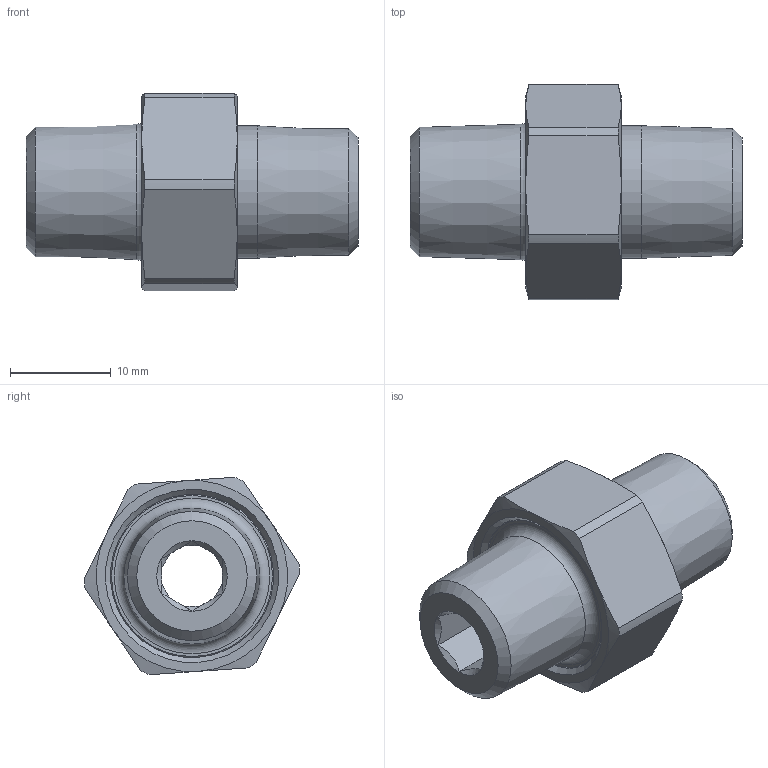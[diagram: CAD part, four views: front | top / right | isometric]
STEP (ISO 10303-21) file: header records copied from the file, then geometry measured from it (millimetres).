
FILE_DESCRIPTION((''),'2;1');
FILE_NAME('ld13_13k.stp','2013-06-26T14:12:57',('IA176480'),(''),'Autodesk Inventor 2013','Autodesk Inventor 2013','');
FILE_SCHEMA(('AUTOMOTIVE_DESIGN { 1 0 10303 214 1 1 1 1 }'));
Length unit declared in the file: millimetre
Products named in the file (4): D107098; D107085; D107093; D107094
Assembly tree (3 placements, depth 2):
  D107098
    D107085
    D107093
    D107094
Bounding box: 33 x 21.39 x 19.64 mm (x, y, z)
Volume: 4688 mm3; surface area: 4274.2 mm2
Topology: 3 solids, 3 shells, 68 faces, 164 edges, 107 vertices
Faces by surface type: plane 29, cone 24, cylinder 12, torus 2, sphere 1
Full cylindrical faces by diameter (mm): 7.5 x1, 13.157 x1, 14 x1, 15.5 x1, 16.217 x1, 17 x1
Entity records: 1951 total; most frequent: CARTESIAN_POINT 445, DIRECTION 286, ORIENTED_EDGE 286, EDGE_CURVE 143, AXIS2_PLACEMENT_3D 128, VERTEX_POINT 107, EDGE_LOOP 100, FACE_OUTER_BOUND 68
